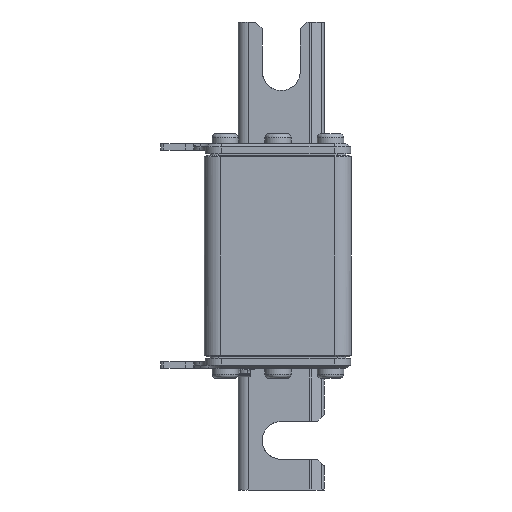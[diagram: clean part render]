
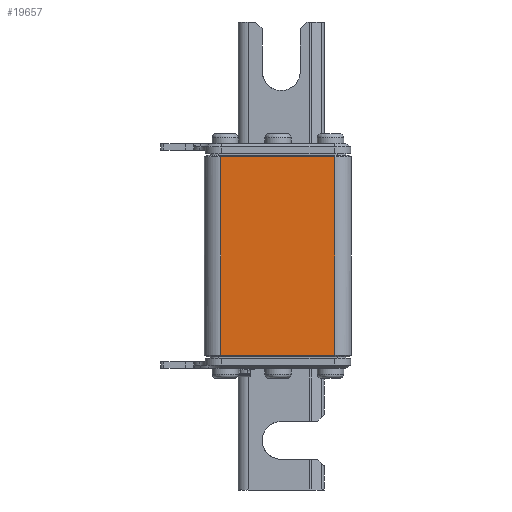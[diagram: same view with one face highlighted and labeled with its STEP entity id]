
A CAD part, left-side view. The second image highlights one B-rep face of the part: STEP entity #19657.
In plain terms, the highlighted free-form (B-spline) face has degree [1, 1] with [2, 2] control points.
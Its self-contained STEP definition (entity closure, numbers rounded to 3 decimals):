
#18379=CARTESIAN_POINT('V22',(-22.25,
   -17.25,30.0));
#18380=VERTEX_POINT('V22',#18379);
#18667=CARTESIAN_POINT('V20',(-22.25,17.25,
   30.0));
#18668=VERTEX_POINT('V20',#18667);
#18711=CARTESIAN_POINT('E29',(-22.25,17.25,
   30.0));
#18712=CARTESIAN_POINT('E29',(-22.25,
   -17.25,30.0));
#18713=QUASI_UNIFORM_CURVE('E29',1,(#18711,#18712),.POLYLINE_FORM.,
   .F.,.U.);
#18714=EDGE_CURVE('E29',#18668,#18380,#18713,.T.);
#19510=CARTESIAN_POINT('V21',(-22.25,
   -17.25,-30.0));
#19511=VERTEX_POINT('V21',#19510);
#19540=CARTESIAN_POINT('V19',(-22.25,17.25,
   -30.0));
#19541=VERTEX_POINT('V19',#19540);
#19542=CARTESIAN_POINT('E27',(-22.25,
   -17.25,-30.0));
#19543=CARTESIAN_POINT('E27',(-22.25,17.25,
   -30.0));
#19544=QUASI_UNIFORM_CURVE('E27',1,(#19542,#19543),.POLYLINE_FORM.,
   .F.,.U.);
#19545=EDGE_CURVE('E27',#19511,#19541,#19544,.T.);
#19633=CARTESIAN_POINT('E25',(-22.25,17.25,
   30.0));
#19634=CARTESIAN_POINT('E25',(-22.25,17.25,
   -30.0));
#19635=QUASI_UNIFORM_CURVE('E25',1,(#19633,#19634),.POLYLINE_FORM.,
   .F.,.U.);
#19636=EDGE_CURVE('E25',#18668,#19541,#19635,.T.);
#19642=CARTESIAN_POINT('F8',(-22.25,22.25,
   -30.5));
#19643=CARTESIAN_POINT('F8',(-22.25,-18.975,
   -30.5));
#19644=CARTESIAN_POINT('F8',(-22.25,22.25,
   33.0));
#19645=CARTESIAN_POINT('F8',(-22.25,-18.975,
   33.0));
#19646=B_SPLINE_SURFACE_WITH_KNOTS('F8',1,1,((#19642,#19644),(
   #19643,#19645)),.PLANE_SURF.,.F.,.F.,.U.,(2,2),(2,2),(0.0,1.0),
   (0.0,1.54),.UNSPECIFIED.);
#19647=ORIENTED_EDGE('E25',*,*,#19636,.T.);
#19648=ORIENTED_EDGE('E27',*,*,#19545,.F.);
#19649=CARTESIAN_POINT('E28',(-22.25,
   -17.25,30.0));
#19650=CARTESIAN_POINT('E28',(-22.25,
   -17.25,-30.0));
#19651=QUASI_UNIFORM_CURVE('E28',1,(#19649,#19650),.POLYLINE_FORM.,
   .F.,.U.);
#19652=EDGE_CURVE('E28',#18380,#19511,#19651,.T.);
#19653=ORIENTED_EDGE('E28',*,*,#19652,.F.);
#19654=ORIENTED_EDGE('E29',*,*,#18714,.F.);
#19655=EDGE_LOOP('F8',(#19647,#19648,#19653,#19654));
#19656=FACE_OUTER_BOUND('F8',#19655,.T.);
#19657=ADVANCED_FACE('F8',(#19656),#19646,.T.);
